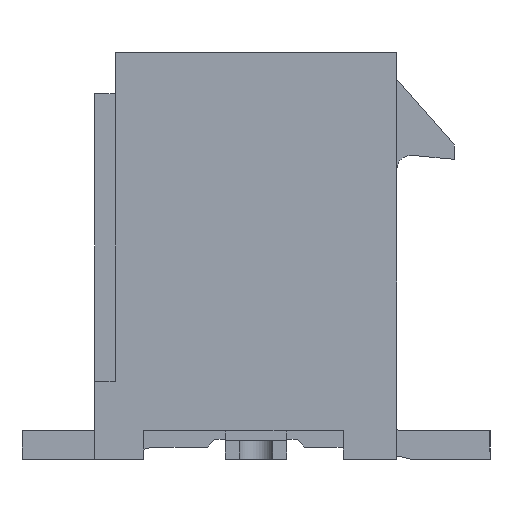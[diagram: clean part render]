
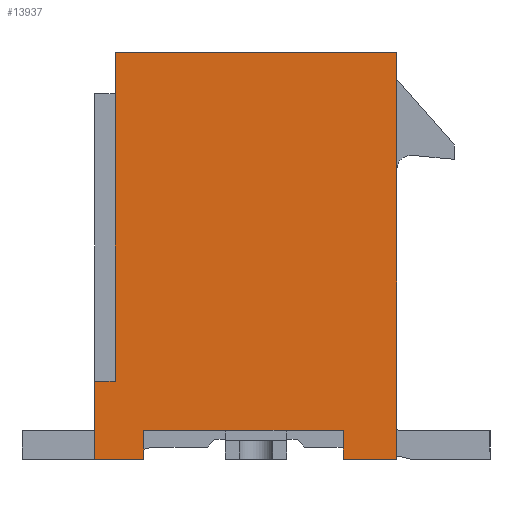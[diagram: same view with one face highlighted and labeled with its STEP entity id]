
A CAD part, left-side view. The second image highlights one B-rep face of the part: STEP entity #13937.
In plain terms, the highlighted face is planar.
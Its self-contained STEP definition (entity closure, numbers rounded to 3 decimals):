
#3318=ORIENTED_EDGE('',*,*,#5819,.F.);
#3319=ORIENTED_EDGE('',*,*,#5964,.F.);
#3320=ORIENTED_EDGE('',*,*,#5965,.F.);
#3321=ORIENTED_EDGE('',*,*,#5966,.F.);
#3322=ORIENTED_EDGE('',*,*,#5951,.F.);
#3323=ORIENTED_EDGE('',*,*,#5967,.T.);
#3324=ORIENTED_EDGE('',*,*,#5968,.T.);
#3325=ORIENTED_EDGE('',*,*,#5939,.T.);
#3326=ORIENTED_EDGE('',*,*,#5962,.T.);
#3327=ORIENTED_EDGE('',*,*,#5969,.F.);
#5819=EDGE_CURVE('',#7241,#7238,#9029,.T.);
#5939=EDGE_CURVE('',#7335,#7334,#9147,.T.);
#5951=EDGE_CURVE('',#7340,#7341,#9159,.T.);
#5962=EDGE_CURVE('',#7334,#7348,#9170,.T.);
#5964=EDGE_CURVE('',#7349,#7241,#9172,.T.);
#5965=EDGE_CURVE('',#7350,#7349,#9173,.T.);
#5966=EDGE_CURVE('',#7341,#7350,#9174,.T.);
#5967=EDGE_CURVE('',#7340,#7351,#9175,.T.);
#5968=EDGE_CURVE('',#7351,#7335,#9176,.T.);
#5969=EDGE_CURVE('',#7238,#7348,#9177,.T.);
#7238=VERTEX_POINT('',#21901);
#7241=VERTEX_POINT('',#21908);
#7334=VERTEX_POINT('',#22159);
#7335=VERTEX_POINT('',#22161);
#7340=VERTEX_POINT('',#22181);
#7341=VERTEX_POINT('',#22183);
#7348=VERTEX_POINT('',#22204);
#7349=VERTEX_POINT('',#22208);
#7350=VERTEX_POINT('',#22210);
#7351=VERTEX_POINT('',#22213);
#9029=LINE('',#21909,#10937);
#9147=LINE('',#22160,#11055);
#9159=LINE('',#22182,#11067);
#9170=LINE('',#22203,#11078);
#9172=LINE('',#22207,#11080);
#9173=LINE('',#22209,#11081);
#9174=LINE('',#22211,#11082);
#9175=LINE('',#22212,#11083);
#9176=LINE('',#22214,#11084);
#9177=LINE('',#22215,#11085);
#10937=VECTOR('',#17904,1000.);
#11055=VECTOR('',#18102,1000.);
#11067=VECTOR('',#18122,1000.);
#11078=VECTOR('',#18139,1000.);
#11080=VECTOR('',#18143,1000.);
#11081=VECTOR('',#18144,1000.);
#11082=VECTOR('',#18145,1000.);
#11083=VECTOR('',#18146,1000.);
#11084=VECTOR('',#18147,1000.);
#11085=VECTOR('',#18148,1000.);
#11792=EDGE_LOOP('',(#3318,#3319,#3320,#3321,#3322,#3323,#3324,#3325,#3326,
#3327));
#12530=FACE_BOUND('',#11792,.T.);
#13232=PLANE('',#14872);
#13937=ADVANCED_FACE('',(#12530),#13232,.T.);
#14872=AXIS2_PLACEMENT_3D('',#22206,#18141,#18142);
#17904=DIRECTION('',(0.,1.,0.));
#18102=DIRECTION('',(0.,0.,-1.));
#18122=DIRECTION('',(0.,1.,0.));
#18139=DIRECTION('',(0.,1.,0.));
#18141=DIRECTION('',(1.,0.,0.));
#18142=DIRECTION('',(0.,0.,-1.));
#18143=DIRECTION('',(0.,0.,-1.));
#18144=DIRECTION('',(0.,-1.,0.));
#18145=DIRECTION('',(0.,0.,-1.));
#18146=DIRECTION('',(0.,0.,-1.));
#18147=DIRECTION('',(0.,1.,0.));
#18148=DIRECTION('',(0.,0.,-1.));
#21901=CARTESIAN_POINT('',(12.35,4.95,-2.48));
#21908=CARTESIAN_POINT('',(12.35,4.25,-2.48));
#21909=CARTESIAN_POINT('',(12.35,-4.95,-2.48));
#22159=CARTESIAN_POINT('',(12.35,3.05,-3.68));
#22160=CARTESIAN_POINT('',(12.35,3.05,-3.18));
#22161=CARTESIAN_POINT('',(12.35,3.05,-3.18));
#22181=CARTESIAN_POINT('',(12.35,-4.95,3.68));
#22182=CARTESIAN_POINT('',(12.35,-4.95,3.68));
#22183=CARTESIAN_POINT('',(12.35,4.95,3.68));
#22203=CARTESIAN_POINT('',(12.35,-4.95,-3.68));
#22204=CARTESIAN_POINT('',(12.35,4.95,-3.68));
#22206=CARTESIAN_POINT('',(12.35,-4.95,3.68));
#22207=CARTESIAN_POINT('',(12.35,4.25,3.68));
#22208=CARTESIAN_POINT('',(12.35,4.25,2.37));
#22209=CARTESIAN_POINT('',(12.35,-4.95,2.37));
#22210=CARTESIAN_POINT('',(12.35,4.95,2.37));
#22211=CARTESIAN_POINT('',(12.35,4.95,3.68));
#22212=CARTESIAN_POINT('',(12.35,-4.95,3.68));
#22213=CARTESIAN_POINT('',(12.35,-4.95,-3.18));
#22214=CARTESIAN_POINT('',(12.35,3.05,-3.18));
#22215=CARTESIAN_POINT('',(12.35,4.95,3.68));
